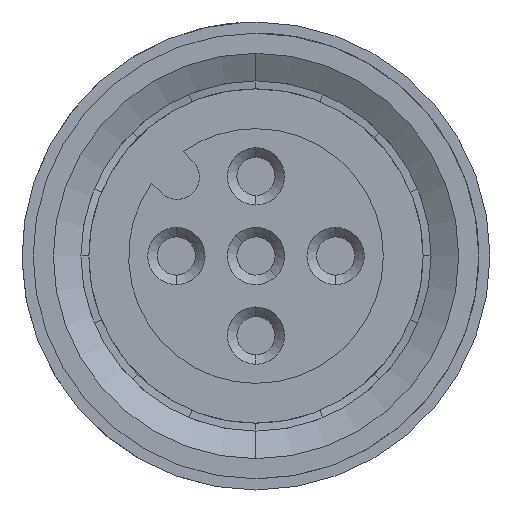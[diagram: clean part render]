
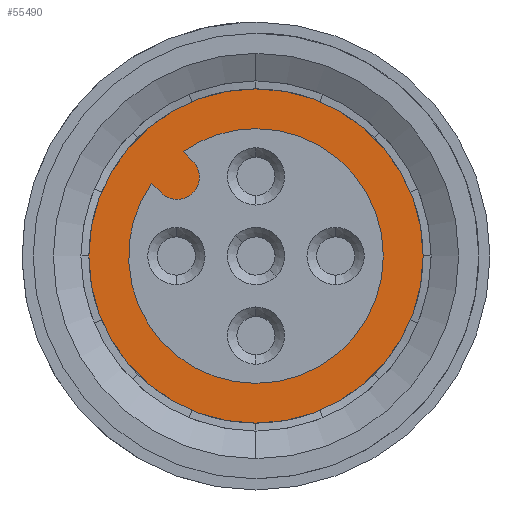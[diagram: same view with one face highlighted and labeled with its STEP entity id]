
A CAD part, left-side view. The second image highlights one B-rep face of the part: STEP entity #55490.
In plain terms, the highlighted face is planar.
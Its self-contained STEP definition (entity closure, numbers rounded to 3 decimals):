
#54650=CARTESIAN_POINT('',(24.177,37.34,
-1.));
#54660=VERTEX_POINT('',#54650);
#54690=CARTESIAN_POINT('',(20.465,33.628,
-1.));
#54700=DIRECTION('',(0.,0.,-1.));
#54710=DIRECTION('',(0.707,0.707,0.));
#54720=AXIS2_PLACEMENT_3D('',#54690,#54700,#54710);
#54730=CIRCLE('',#54720,5.25);
#54740=CARTESIAN_POINT('',(16.753,29.916,
-1.));
#54750=VERTEX_POINT('',#54740);
#54760=EDGE_CURVE('',#54660,#54750,#54730,.T.);
#54910=CARTESIAN_POINT('',(20.387,35.811,
-1.));
#54920=DIRECTION('',(0.,0.,-1.));
#54930=DIRECTION('',(-0.707,0.707,
0.));
#54940=AXIS2_PLACEMENT_3D('',#54910,#54920,#54930);
#54950=PLANE('',#54940);
#54960=CARTESIAN_POINT('',(23.965,33.628,
-1.));
#54970=DIRECTION('',(0.,0.,-1.));
#54980=DIRECTION('',(1.,0.,
0.));
#54990=AXIS2_PLACEMENT_3D('',#54960,#54970,#54980);
#55000=CIRCLE('',#54990,0.7);
#55010=CARTESIAN_POINT('',(23.965,32.928,
-1.));
#55020=VERTEX_POINT('',#55010);
#55030=CARTESIAN_POINT('',(23.265,33.628,
-1.));
#55040=VERTEX_POINT('',#55030);
#55050=EDGE_CURVE('',#55020,#55040,#55000,.T.);
#55060=ORIENTED_EDGE('',*,*,#55050,.T.);
#55070=CARTESIAN_POINT('',(15.107,32.928,
-1.));
#55080=DIRECTION('',(-1.,0.,
0.));
#55090=VECTOR('',#55080,1.);
#55100=LINE('',#55070,#55090);
#55110=CARTESIAN_POINT('',(24.403,32.928,
-1.));
#55120=VERTEX_POINT('',#55110);
#55130=EDGE_CURVE('',#55120,#55020,#55100,.T.);
#55140=ORIENTED_EDGE('',*,*,#55130,.T.);
#55150=CARTESIAN_POINT('',(20.465,33.628,
-1.));
#55160=DIRECTION('',(0.,0.,1.));
#55170=DIRECTION('',(-0.707,-0.707,0.));
#55180=AXIS2_PLACEMENT_3D('',#55150,#55160,#55170);
#55190=CIRCLE('',#55180,4.);
#55200=CARTESIAN_POINT('',(17.637,30.8,
-1.));
#55210=VERTEX_POINT('',#55200);
#55220=EDGE_CURVE('',#55210,#55120,#55190,.T.);
#55230=ORIENTED_EDGE('',*,*,#55220,.T.);
#55240=CARTESIAN_POINT('',(23.293,36.457,
-1.));
#55250=VERTEX_POINT('',#55240);
#55260=EDGE_CURVE('',#55250,#55210,#55190,.T.);
#55270=ORIENTED_EDGE('',*,*,#55260,.T.);
#55280=CARTESIAN_POINT('',(24.403,34.328,
-1.));
#55290=VERTEX_POINT('',#55280);
#55300=EDGE_CURVE('',#55290,#55250,#55190,.T.);
#55310=ORIENTED_EDGE('',*,*,#55300,.T.);
#55320=CARTESIAN_POINT('',(16.507,34.328,
-1.));
#55330=DIRECTION('',(1.,0.,
0.));
#55340=VECTOR('',#55330,1.);
#55350=LINE('',#55320,#55340);
#55360=CARTESIAN_POINT('',(23.965,34.328,
-1.));
#55370=VERTEX_POINT('',#55360);
#55380=EDGE_CURVE('',#55370,#55290,#55350,.T.);
#55390=ORIENTED_EDGE('',*,*,#55380,.T.);
#55400=EDGE_CURVE('',#55040,#55370,#55000,.T.);
#55410=ORIENTED_EDGE('',*,*,#55400,.T.);
#55420=EDGE_LOOP('',(#55410,#55390,#55310,#55270,#55230,#55140,#55060));
#55430=FACE_BOUND('',#55420,.T.);
#55440=EDGE_CURVE('',#54750,#54660,#54730,.T.);
#55450=ORIENTED_EDGE('',*,*,#55440,.T.);
#55460=ORIENTED_EDGE('',*,*,#54760,.T.);
#55470=EDGE_LOOP('',(#55460,#55450));
#55480=FACE_OUTER_BOUND('',#55470,.T.);
#55490=ADVANCED_FACE('',(#55430,#55480),#54950,.T.);
